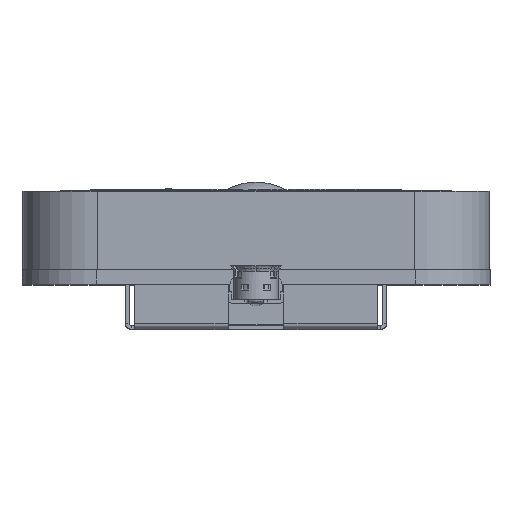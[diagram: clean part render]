
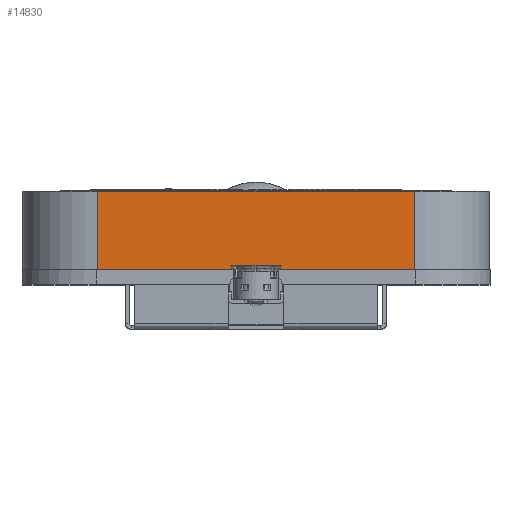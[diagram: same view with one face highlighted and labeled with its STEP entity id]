
A CAD part, top view. The second image highlights one B-rep face of the part: STEP entity #14830.
In plain terms, the highlighted planar face has unit normal (0, 0, 1).
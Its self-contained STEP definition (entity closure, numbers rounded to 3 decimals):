
#605 = EDGE_CURVE ( 'NONE', #5468, #19664, #20638, .T. ) ;
#846 = VECTOR ( 'NONE', #16861, 1000. ) ;
#1523 = ORIENTED_EDGE ( 'NONE', *, *, #12777, .T. ) ;
#1905 = CARTESIAN_POINT ( 'NONE',  ( -8.5, 4.2, 12.5 ) ) ;
#2476 = LINE ( 'NONE', #17083, #846 ) ;
#4082 = VECTOR ( 'NONE', #18441, 1000. ) ;
#4991 = CARTESIAN_POINT ( 'NONE',  ( 8.5, 0., 12.5 ) ) ;
#5068 = CARTESIAN_POINT ( 'NONE',  ( -8.5, 0., 12.5 ) ) ;
#5468 = VERTEX_POINT ( 'NONE', #19791 ) ;
#6374 = DIRECTION ( 'NONE',  ( 0., 0., -1. ) ) ;
#6864 = EDGE_CURVE ( 'NONE', #13929, #14119, #2476, .T. ) ;
#9650 = PLANE ( 'NONE',  #20594 ) ;
#9722 = CARTESIAN_POINT ( 'NONE',  ( -8.5, 4.2, 12.5 ) ) ;
#10436 = DIRECTION ( 'NONE',  ( 0., -1., 0. ) ) ;
#11162 = ORIENTED_EDGE ( 'NONE', *, *, #605, .T. ) ;
#12777 = EDGE_CURVE ( 'NONE', #13929, #5468, #16074, .T. ) ;
#13929 = VERTEX_POINT ( 'NONE', #1905 ) ;
#14119 = VERTEX_POINT ( 'NONE', #19622 ) ;
#14623 = DIRECTION ( 'NONE',  ( -1., 0., 0. ) ) ;
#14765 = VECTOR ( 'NONE', #18685, 1000. ) ;
#14830 = ADVANCED_FACE ( 'NONE', ( #21246 ), #9650, .F. ) ;
#14875 = CARTESIAN_POINT ( 'NONE',  ( -8.5, 4.2, 12.5 ) ) ;
#16074 = LINE ( 'NONE', #14875, #4082 ) ;
#16861 = DIRECTION ( 'NONE',  ( 1., 0., 0. ) ) ;
#17083 = CARTESIAN_POINT ( 'NONE',  ( -8.5, 4.2, 12.5 ) ) ;
#17303 = ORIENTED_EDGE ( 'NONE', *, *, #6864, .F. ) ;
#17428 = LINE ( 'NONE', #18797, #20881 ) ;
#18441 = DIRECTION ( 'NONE',  ( 0., -1., 0. ) ) ;
#18590 = ORIENTED_EDGE ( 'NONE', *, *, #21376, .F. ) ;
#18685 = DIRECTION ( 'NONE',  ( 1., 0., 0. ) ) ;
#18797 = CARTESIAN_POINT ( 'NONE',  ( 8.5, 4.2, 12.5 ) ) ;
#19622 = CARTESIAN_POINT ( 'NONE',  ( 8.5, 4.2, 12.5 ) ) ;
#19664 = VERTEX_POINT ( 'NONE', #4991 ) ;
#19791 = CARTESIAN_POINT ( 'NONE',  ( -8.5, 0., 12.5 ) ) ;
#20594 = AXIS2_PLACEMENT_3D ( 'NONE', #9722, #6374, #14623 ) ;
#20638 = LINE ( 'NONE', #5068, #14765 ) ;
#20881 = VECTOR ( 'NONE', #10436, 1000. ) ;
#21246 = FACE_OUTER_BOUND ( 'NONE', #21741, .T. ) ;
#21376 = EDGE_CURVE ( 'NONE', #14119, #19664, #17428, .T. ) ;
#21741 = EDGE_LOOP ( 'NONE', ( #11162, #18590, #17303, #1523 ) ) ;
